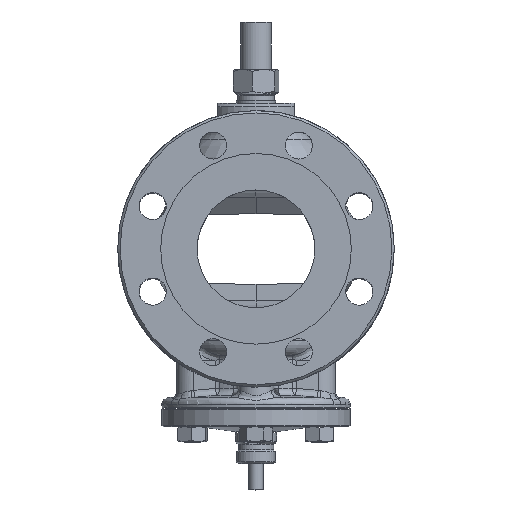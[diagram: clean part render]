
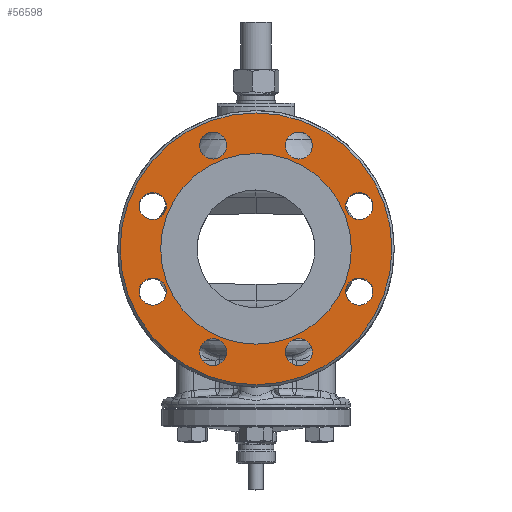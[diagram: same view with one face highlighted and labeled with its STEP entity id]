
A CAD part, top view. The second image highlights one B-rep face of the part: STEP entity #56598.
In plain terms, the highlighted planar face has unit normal (0, 0, 1).
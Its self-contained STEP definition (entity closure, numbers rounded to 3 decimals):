
#202 = AXIS2_PLACEMENT_3D ( 'NONE', #27683, #70336, #33805 ) ;
#512 = CIRCLE ( 'NONE', #76725, 11.5 ) ;
#2048 = DIRECTION ( 'NONE',  ( 0., 0., 1. ) ) ;
#2393 = CARTESIAN_POINT ( 'NONE',  ( -38.983, 114.85, 173.06 ) ) ;
#3575 = FACE_BOUND ( 'NONE', #62471, .T. ) ;
#3949 = CARTESIAN_POINT ( 'NONE',  ( 33.727, -60.687, 173.06 ) ) ;
#5493 = FACE_BOUND ( 'NONE', #15174, .T. ) ;
#5553 = DIRECTION ( 'NONE',  ( 1., 0., 0. ) ) ;
#6446 = ORIENTED_EDGE ( 'NONE', *, *, #10091, .T. ) ;
#6746 = CIRCLE ( 'NONE', #18128, 11.5 ) ;
#9801 = ORIENTED_EDGE ( 'NONE', *, *, #52958, .T. ) ;
#10091 = EDGE_CURVE ( 'NONE', #53525, #53525, #17022, .T. ) ;
#11673 = CARTESIAN_POINT ( 'NONE',  ( 22.227, 114.85, 173.06 ) ) ;
#12999 = CIRCLE ( 'NONE', #41188, 81. ) ;
#14157 = DIRECTION ( 'NONE',  ( 0., 0., -1. ) ) ;
#15174 = EDGE_LOOP ( 'NONE', ( #29151 ) ) ;
#16855 = ORIENTED_EDGE ( 'NONE', *, *, #29035, .T. ) ;
#17022 = CIRCLE ( 'NONE', #37700, 11.5 ) ;
#17107 = EDGE_LOOP ( 'NONE', ( #34708 ) ) ;
#17773 = DIRECTION ( 'NONE',  ( 1., 0., 0. ) ) ;
#18128 = AXIS2_PLACEMENT_3D ( 'NONE', #11673, #54212, #17773 ) ;
#18324 = CARTESIAN_POINT ( 'NONE',  ( -14.128, 27.081, 173.06 ) ) ;
#19209 = ORIENTED_EDGE ( 'NONE', *, *, #57388, .F. ) ;
#19748 = FACE_BOUND ( 'NONE', #43887, .T. ) ;
#20063 = AXIS2_PLACEMENT_3D ( 'NONE', #38469, #2048, #44617 ) ;
#20564 = EDGE_CURVE ( 'NONE', #63988, #63988, #29770, .T. ) ;
#22595 = CARTESIAN_POINT ( 'NONE',  ( 101.372, 27.081, 173.06 ) ) ;
#22925 = AXIS2_PLACEMENT_3D ( 'NONE', #33286, #75887, #39417 ) ;
#23407 = EDGE_LOOP ( 'NONE', ( #40639 ) ) ;
#23748 = CARTESIAN_POINT ( 'NONE',  ( -50.483, 114.85, 173.06 ) ) ;
#24141 = CARTESIAN_POINT ( 'NONE',  ( -101.897, 63.436, 173.06 ) ) ;
#24451 = DIRECTION ( 'NONE',  ( 1., 0., 0. ) ) ;
#24501 = CIRCLE ( 'NONE', #77197, 11.5 ) ;
#24629 = EDGE_CURVE ( 'NONE', #29666, #29666, #512, .T. ) ;
#26212 = CARTESIAN_POINT ( 'NONE',  ( 73.64, -9.274, 173.06 ) ) ;
#26769 = VERTEX_POINT ( 'NONE', #58491 ) ;
#27077 = CARTESIAN_POINT ( 'NONE',  ( -90.397, 63.436, 173.06 ) ) ;
#27347 = CARTESIAN_POINT ( 'NONE',  ( 85.14, -9.274, 173.06 ) ) ;
#27683 = CARTESIAN_POINT ( 'NONE',  ( 22.227, -60.687, 173.06 ) ) ;
#27869 = CARTESIAN_POINT ( 'NONE',  ( 33.727, 114.85, 173.06 ) ) ;
#29035 = EDGE_CURVE ( 'NONE', #56336, #56336, #24501, .T. ) ;
#29151 = ORIENTED_EDGE ( 'NONE', *, *, #60380, .T. ) ;
#29666 = VERTEX_POINT ( 'NONE', #27077 ) ;
#29770 = CIRCLE ( 'NONE', #22925, 11.5 ) ;
#29801 = DIRECTION ( 'NONE',  ( 1., 0., 0. ) ) ;
#30199 = DIRECTION ( 'NONE',  ( 1., 0., 0. ) ) ;
#30576 = VERTEX_POINT ( 'NONE', #27869 ) ;
#31509 = DIRECTION ( 'NONE',  ( 0., 0., 1. ) ) ;
#32289 = EDGE_LOOP ( 'NONE', ( #47673 ) ) ;
#32315 = DIRECTION ( 'NONE',  ( 1., 0., 0. ) ) ;
#32409 = AXIS2_PLACEMENT_3D ( 'NONE', #68008, #31509, #74126 ) ;
#33286 = CARTESIAN_POINT ( 'NONE',  ( 73.64, 63.436, 173.06 ) ) ;
#33805 = DIRECTION ( 'NONE',  ( 1., 0., 0. ) ) ;
#34708 = ORIENTED_EDGE ( 'NONE', *, *, #46324, .T. ) ;
#35923 = FACE_BOUND ( 'NONE', #60233, .T. ) ;
#37143 = PLANE ( 'NONE',  #32409 ) ;
#37700 = AXIS2_PLACEMENT_3D ( 'NONE', #23748, #66312, #29801 ) ;
#37813 = FACE_BOUND ( 'NONE', #51086, .T. ) ;
#38281 = CIRCLE ( 'NONE', #50960, 11.5 ) ;
#38469 = CARTESIAN_POINT ( 'NONE',  ( -14.128, 27.081, 173.06 ) ) ;
#39059 = ORIENTED_EDGE ( 'NONE', *, *, #20564, .T. ) ;
#39417 = DIRECTION ( 'NONE',  ( 1., 0., 0. ) ) ;
#40405 = CARTESIAN_POINT ( 'NONE',  ( -90.397, -9.274, 173.06 ) ) ;
#40639 = ORIENTED_EDGE ( 'NONE', *, *, #77628, .T. ) ;
#41082 = VERTEX_POINT ( 'NONE', #70796 ) ;
#41188 = AXIS2_PLACEMENT_3D ( 'NONE', #18324, #60892, #24451 ) ;
#42001 = DIRECTION ( 'NONE',  ( 0., 0., -1. ) ) ;
#43887 = EDGE_LOOP ( 'NONE', ( #16855 ) ) ;
#44617 = DIRECTION ( 'NONE',  ( 1., 0., 0. ) ) ;
#45230 = CARTESIAN_POINT ( 'NONE',  ( 85.14, 63.436, 173.06 ) ) ;
#46324 = EDGE_CURVE ( 'NONE', #30576, #30576, #6746, .T. ) ;
#47673 = ORIENTED_EDGE ( 'NONE', *, *, #24629, .T. ) ;
#48465 = EDGE_LOOP ( 'NONE', ( #9801 ) ) ;
#50185 = FACE_BOUND ( 'NONE', #66083, .T. ) ;
#50584 = CARTESIAN_POINT ( 'NONE',  ( -101.897, -9.274, 173.06 ) ) ;
#50960 = AXIS2_PLACEMENT_3D ( 'NONE', #78429, #42001, #5553 ) ;
#51086 = EDGE_LOOP ( 'NONE', ( #6446 ) ) ;
#52111 = FACE_BOUND ( 'NONE', #48465, .T. ) ;
#52958 = EDGE_CURVE ( 'NONE', #26769, #26769, #38281, .T. ) ;
#53525 = VERTEX_POINT ( 'NONE', #2393 ) ;
#54026 = FACE_BOUND ( 'NONE', #32289, .T. ) ;
#54212 = DIRECTION ( 'NONE',  ( 0., 0., -1. ) ) ;
#55345 = VERTEX_POINT ( 'NONE', #3949 ) ;
#56336 = VERTEX_POINT ( 'NONE', #27347 ) ;
#56358 = CIRCLE ( 'NONE', #202, 11.5 ) ;
#56598 = ADVANCED_FACE ( 'NONE', ( #68327, #37813, #54026, #5493, #52111, #35923, #19748, #3575, #66421, #50185 ), #37143, .T. ) ;
#56735 = DIRECTION ( 'NONE',  ( 1., 0., 0. ) ) ;
#57388 = EDGE_CURVE ( 'NONE', #41082, #41082, #12999, .T. ) ;
#58491 = CARTESIAN_POINT ( 'NONE',  ( -38.983, -60.687, 173.06 ) ) ;
#60233 = EDGE_LOOP ( 'NONE', ( #63616 ) ) ;
#60380 = EDGE_CURVE ( 'NONE', #71599, #71599, #61158, .T. ) ;
#60481 = EDGE_CURVE ( 'NONE', #55345, #55345, #56358, .T. ) ;
#60892 = DIRECTION ( 'NONE',  ( 0., 0., 1. ) ) ;
#61158 = CIRCLE ( 'NONE', #64404, 11.5 ) ;
#62471 = EDGE_LOOP ( 'NONE', ( #39059 ) ) ;
#63616 = ORIENTED_EDGE ( 'NONE', *, *, #60481, .T. ) ;
#63908 = VERTEX_POINT ( 'NONE', #22595 ) ;
#63988 = VERTEX_POINT ( 'NONE', #45230 ) ;
#64404 = AXIS2_PLACEMENT_3D ( 'NONE', #50584, #14157, #56735 ) ;
#66083 = EDGE_LOOP ( 'NONE', ( #19209 ) ) ;
#66312 = DIRECTION ( 'NONE',  ( 0., 0., -1. ) ) ;
#66421 = FACE_BOUND ( 'NONE', #17107, .T. ) ;
#66707 = DIRECTION ( 'NONE',  ( 0., 0., -1. ) ) ;
#68008 = CARTESIAN_POINT ( 'NONE',  ( -14.128, 108.081, 173.06 ) ) ;
#68327 = FACE_OUTER_BOUND ( 'NONE', #23407, .T. ) ;
#68833 = DIRECTION ( 'NONE',  ( 0., 0., -1. ) ) ;
#70336 = DIRECTION ( 'NONE',  ( 0., 0., -1. ) ) ;
#70796 = CARTESIAN_POINT ( 'NONE',  ( 66.872, 27.081, 173.06 ) ) ;
#71599 = VERTEX_POINT ( 'NONE', #40405 ) ;
#72957 = CIRCLE ( 'NONE', #20063, 115.5 ) ;
#74126 = DIRECTION ( 'NONE',  ( 1., 0., 0. ) ) ;
#75887 = DIRECTION ( 'NONE',  ( 0., 0., -1. ) ) ;
#76725 = AXIS2_PLACEMENT_3D ( 'NONE', #24141, #66707, #30199 ) ;
#77197 = AXIS2_PLACEMENT_3D ( 'NONE', #26212, #68833, #32315 ) ;
#77628 = EDGE_CURVE ( 'NONE', #63908, #63908, #72957, .T. ) ;
#78429 = CARTESIAN_POINT ( 'NONE',  ( -50.483, -60.687, 173.06 ) ) ;
